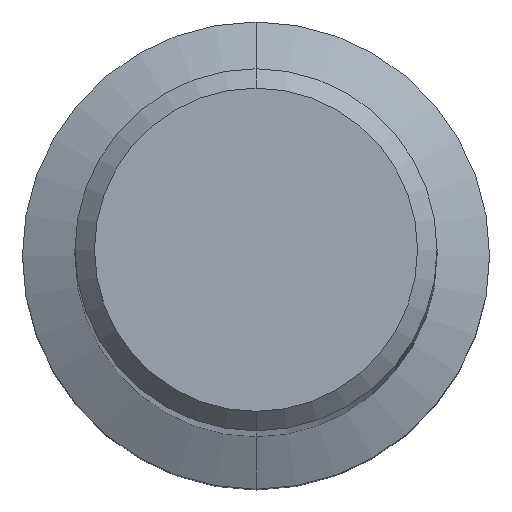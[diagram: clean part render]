
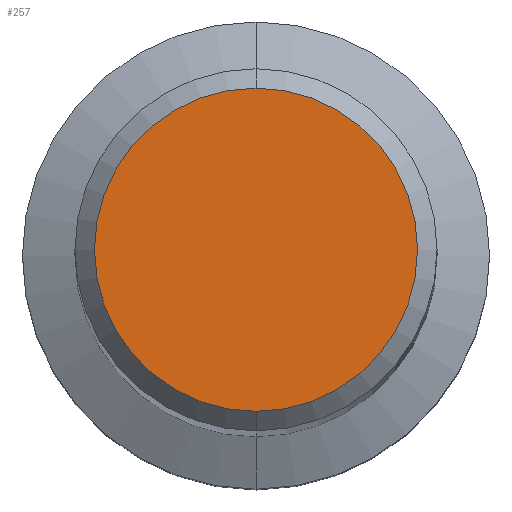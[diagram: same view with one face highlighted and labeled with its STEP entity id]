
A CAD part, top view. The second image highlights one B-rep face of the part: STEP entity #257.
In plain terms, the highlighted planar face has unit normal (0, 0, 1).
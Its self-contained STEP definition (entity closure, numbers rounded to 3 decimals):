
#205=EDGE_CURVE('',#485,#299,#561,.T.);
#257=ADVANCED_FACE('',(#615),#616,.T.);
#299=VERTEX_POINT('',#664);
#485=VERTEX_POINT('',#870);
#505=EDGE_CURVE('',#299,#485,#893,.T.);
#561=CIRCLE('',#973,4.15);
#615=FACE_OUTER_BOUND('',#1117,.T.);
#616=PLANE('',#1118);
#664=CARTESIAN_POINT('',(0.,-4.15,0.0));
#870=CARTESIAN_POINT('',(0.0,4.15,0.0));
#893=CIRCLE('',#1579,4.15);
#973=AXIS2_PLACEMENT_3D('',#1664,#1665,#1666);
#1117=EDGE_LOOP('',(#1708,#1709));
#1118=AXIS2_PLACEMENT_3D('',#1710,#1711,#1712);
#1579=AXIS2_PLACEMENT_3D('',#2037,#2038,#2039);
#1664=CARTESIAN_POINT('',(0.0,0.0,0.0));
#1665=DIRECTION('',(0.0,0.0,-1.0));
#1666=DIRECTION('',(0.0,1.0,0.0));
#1708=ORIENTED_EDGE('',*,*,#205,.F.);
#1709=ORIENTED_EDGE('',*,*,#505,.F.);
#1710=CARTESIAN_POINT('',(0.0,2.075,0.0));
#1711=DIRECTION('',(-0.0,0.0,1.0));
#1712=DIRECTION('',(0.0,-1.0,0.0));
#2037=CARTESIAN_POINT('',(0.0,0.0,0.0));
#2038=DIRECTION('',(0.0,0.0,-1.0));
#2039=DIRECTION('',(0.0,1.0,0.0));
